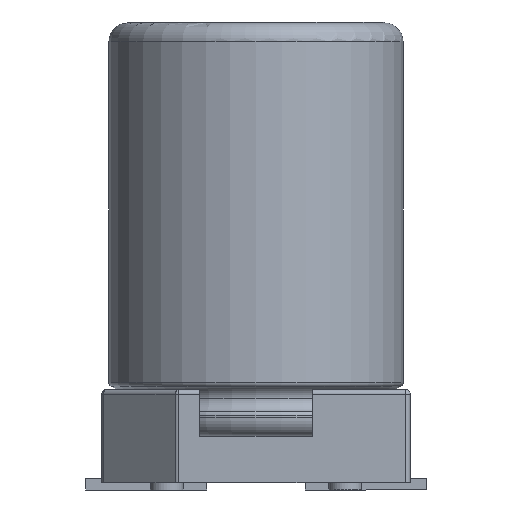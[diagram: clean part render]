
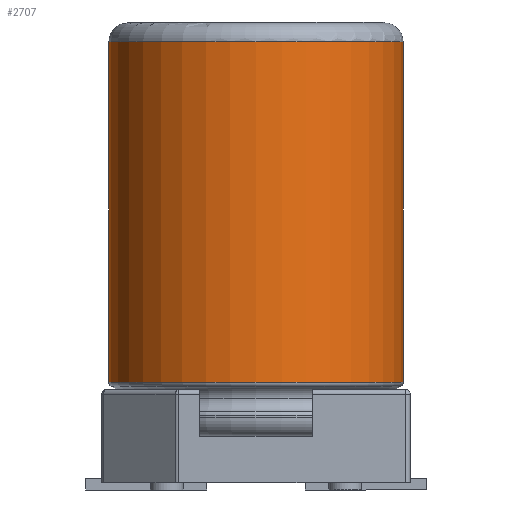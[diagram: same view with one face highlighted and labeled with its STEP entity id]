
A CAD part, left-side view. The second image highlights one B-rep face of the part: STEP entity #2707.
In plain terms, the highlighted cylindrical face has radius 3.15 mm (diameter 6.3 mm), a partial arc.
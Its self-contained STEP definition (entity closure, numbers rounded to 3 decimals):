
#65 = CYLINDRICAL_SURFACE ( 'NONE', #5482, 3.15 ) ;
#123 = LINE ( 'NONE', #6897, #3604 ) ;
#180 = DIRECTION ( 'NONE',  ( 0., 1., 0. ) ) ;
#254 = EDGE_CURVE ( 'NONE', #3062, #5784, #3314, .T. ) ;
#266 = DIRECTION ( 'NONE',  ( 0., 0., -1. ) ) ;
#279 = CARTESIAN_POINT ( 'NONE',  ( 0., 0., 9.454 ) ) ;
#302 = CARTESIAN_POINT ( 'NONE',  ( 0., -3.15, 2.155 ) ) ;
#339 = VECTOR ( 'NONE', #5724, 1000. ) ;
#857 = EDGE_CURVE ( 'NONE', #3062, #1248, #1338, .T. ) ;
#1178 = EDGE_CURVE ( 'NONE', #5784, #5134, #2817, .T. ) ;
#1248 = VERTEX_POINT ( 'NONE', #4101 ) ;
#1272 = ORIENTED_EDGE ( 'NONE', *, *, #254, .F. ) ;
#1338 = CIRCLE ( 'NONE', #3406, 3.15 ) ;
#1684 = AXIS2_PLACEMENT_3D ( 'NONE', #2903, #6679, #180 ) ;
#2545 = DIRECTION ( 'NONE',  ( 0., 1., 0. ) ) ;
#2707 = ADVANCED_FACE ( 'NONE', ( #4921 ), #65, .T. ) ;
#2817 = CIRCLE ( 'NONE', #1684, 3.15 ) ;
#2903 = CARTESIAN_POINT ( 'NONE',  ( 0., 0., 2.155 ) ) ;
#2905 = DIRECTION ( 'NONE',  ( 0., 0., -1. ) ) ;
#3062 = VERTEX_POINT ( 'NONE', #4879 ) ;
#3217 = EDGE_CURVE ( 'NONE', #1248, #5134, #123, .T. ) ;
#3251 = ORIENTED_EDGE ( 'NONE', *, *, #857, .T. ) ;
#3314 = LINE ( 'NONE', #6157, #339 ) ;
#3406 = AXIS2_PLACEMENT_3D ( 'NONE', #279, #2905, #4631 ) ;
#3604 = VECTOR ( 'NONE', #266, 1000. ) ;
#3960 = EDGE_LOOP ( 'NONE', ( #1272, #3251, #4858, #5044 ) ) ;
#4101 = CARTESIAN_POINT ( 'NONE',  ( 0., 3.15, 9.454 ) ) ;
#4631 = DIRECTION ( 'NONE',  ( 0., 1., 0. ) ) ;
#4858 = ORIENTED_EDGE ( 'NONE', *, *, #3217, .T. ) ;
#4879 = CARTESIAN_POINT ( 'NONE',  ( 0., -3.15, 9.454 ) ) ;
#4921 = FACE_OUTER_BOUND ( 'NONE', #3960, .T. ) ;
#5044 = ORIENTED_EDGE ( 'NONE', *, *, #1178, .F. ) ;
#5134 = VERTEX_POINT ( 'NONE', #5623 ) ;
#5482 = AXIS2_PLACEMENT_3D ( 'NONE', #6836, #5738, #2545 ) ;
#5623 = CARTESIAN_POINT ( 'NONE',  ( 0., 3.15, 2.155 ) ) ;
#5724 = DIRECTION ( 'NONE',  ( 0., 0., -1. ) ) ;
#5738 = DIRECTION ( 'NONE',  ( 0., 0., -1. ) ) ;
#5784 = VERTEX_POINT ( 'NONE', #302 ) ;
#6157 = CARTESIAN_POINT ( 'NONE',  ( 0., -3.15, -18.963 ) ) ;
#6679 = DIRECTION ( 'NONE',  ( 0., 0., -1. ) ) ;
#6836 = CARTESIAN_POINT ( 'NONE',  ( 0., 0., -18.963 ) ) ;
#6897 = CARTESIAN_POINT ( 'NONE',  ( 0., 3.15, -18.963 ) ) ;
